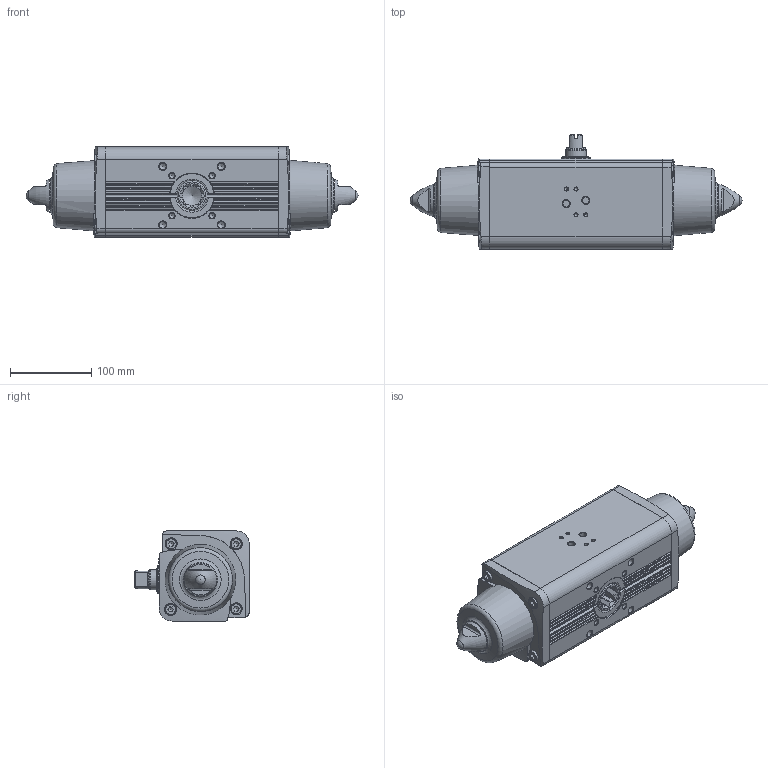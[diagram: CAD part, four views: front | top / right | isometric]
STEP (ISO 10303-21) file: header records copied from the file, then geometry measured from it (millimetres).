
FILE_DESCRIPTION(/* description */ ('Unknown'),/* implementation_level */ '2;1');
FILE_NAME(/* name */ 'SR06',/* time_stamp */ '2022-08-11T13:11:40+02:00',/* author */ ('Unknown'),/* organization */ ('Unknown'),/* preprocessor_version */ 'ST-DEVELOPER v16.7',/* originating_system */ 'Solid Edge',/* authorisation */ 'Unknown');
FILE_SCHEMA (('AUTOMOTIVE_DESIGN {1 0 10303 214 3 1 1}'));
Length unit declared in the file: millimetre
Products named in the file (2): SR 120; _SRN0120401S_new
Assembly tree (1 placements, depth 2):
  SR 120
    _SRN0120401S_new
Bounding box: 409.6 x 141.26 x 111.1 mm (x, y, z)
Volume: 3440198.7 mm3; surface area: 203520.7 mm2
Topology: 1 solids, 1 shells, 520 faces, 1344 edges, 856 vertices
Faces by surface type: plane 250, cylinder 133, cone 81, torus 54, sphere 2
Full cylindrical faces by diameter (mm): 2 x2, 4.134 x8, 4.917 x1, 6.647 x4, 8.376 x4, 8.566 x2, 13 x8, 22.5 x1, 23.8 x1, 25 x2, 30.8 x1, 35 x2, 36 x1, 37 x1, 82.93 x2
Entity records: 18724 total; most frequent: CARTESIAN_POINT 3325, DIRECTION 2404, ORIENTED_EDGE 2284, EDGE_CURVE 1142, AXIS2_PLACEMENT_3D 936, VERTEX_POINT 822, FACE_BOUND 716, EDGE_LOOP 690
